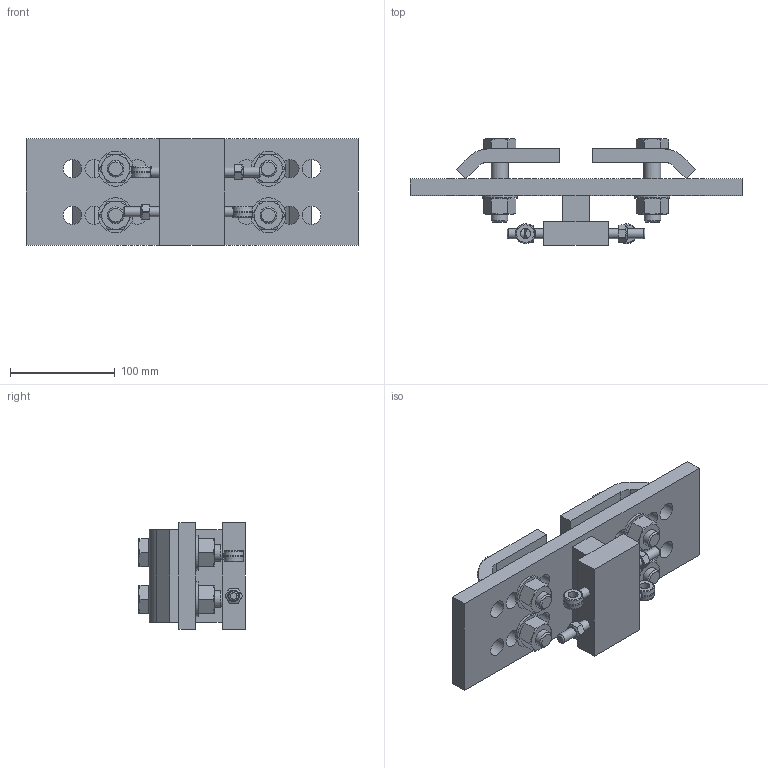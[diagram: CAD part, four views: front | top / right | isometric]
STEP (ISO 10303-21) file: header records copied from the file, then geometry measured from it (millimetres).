
FILE_DESCRIPTION((''),'2;1');
FILE_NAME('27071 ETA-4-5 PARALLEL RIGID MOUNT HANGER.stp','2013-05-20T08:03:29',('jholman'),(''),'Autodesk Inventor 2011','Autodesk Inventor 2011','');
FILE_SCHEMA(('AUTOMOTIVE_DESIGN { 1 0 10303 214 1 1 1 1 }'));
Length unit declared in the file: inch
Products named in the file (8): 27071; 78279; 3D11H7F4B; Heavy Hex Structural Bolt - Inch 5/8-11 UNC - 2.75; Heavy Hex Nut - Inch 5/8 - 11; Plain Washer (Inch) 5/8 - narrow - Type A; 3D114FD4B; Hex Nut - UNC (Regular Thread - Inch) 3/8 - 16
Assembly tree (19 placements, depth 2):
  27071
    78279
    3D11H7F4B  x2
    Heavy Hex Structural Bolt - Inch 5/8-11 UNC - 2.75  x4
    Heavy Hex Nut - Inch 5/8 - 11  x4
    Plain Washer (Inch) 5/8 - narrow - Type A  x4
    3D114FD4B  x2
    Hex Nut - UNC (Regular Thread - Inch) 3/8 - 16  x2
Bounding box: 317.5 x 102 x 101.6 mm (x, y, z)
Volume: 989302.2 mm3; surface area: 206951.2 mm2
Topology: 19 solids, 19 shells, 450 faces, 1010 edges, 584 vertices
Faces by surface type: plane 134, cone 110, cylinder 82, bspline 52, sphere 48, torus 24
Full cylindrical faces by diameter (mm): 7.798 x2, 9.525 x4, 11.113 x2, 13.386 x4, 15.875 x4, 16.307 x4, 16.662 x4, 17.463 x16, 18.256 x4, 24.289 x4, 33.325 x4
Entity records: 6019 total; most frequent: CARTESIAN_POINT 1718, DIRECTION 850, ORIENTED_EDGE 760, EDGE_CURVE 380, AXIS2_PLACEMENT_3D 376, EDGE_LOOP 286, VERTEX_POINT 246, FACE_OUTER_BOUND 193
